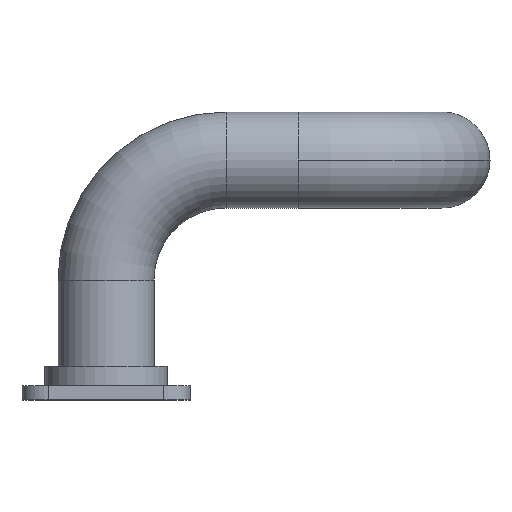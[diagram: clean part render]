
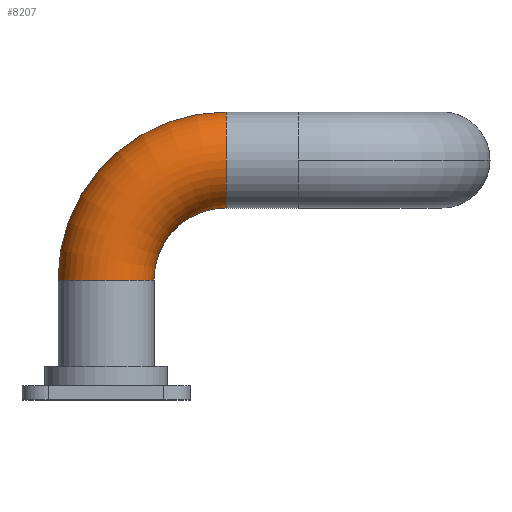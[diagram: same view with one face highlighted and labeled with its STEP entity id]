
A CAD part, front view. The second image highlights one B-rep face of the part: STEP entity #8207.
In plain terms, the highlighted toroidal (fillet/blend) face has major radius 25 mm and minor radius 10 mm.
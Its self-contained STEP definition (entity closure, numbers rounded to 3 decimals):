
#177 = CIRCLE ( 'NONE', #7378, 10. ) ;
#349 = AXIS2_PLACEMENT_3D ( 'NONE', #8707, #4123, #8562 ) ;
#464 = CARTESIAN_POINT ( 'NONE',  ( 25., -90., 40. ) ) ;
#790 = EDGE_CURVE ( 'NONE', #7024, #9809, #2584, .T. ) ;
#1213 = CARTESIAN_POINT ( 'NONE',  ( 10., -90., 25. ) ) ;
#1235 = CIRCLE ( 'NONE', #7155, 15. ) ;
#1239 = VERTEX_POINT ( 'NONE', #1213 ) ;
#1437 = DIRECTION ( 'NONE',  ( 0., -1., 0. ) ) ;
#1971 = EDGE_CURVE ( 'NONE', #7024, #1239, #1235, .T. ) ;
#2177 = CARTESIAN_POINT ( 'NONE',  ( 0., -90., 25. ) ) ;
#2202 = EDGE_CURVE ( 'NONE', #9809, #8574, #8170, .T. ) ;
#2334 = DIRECTION ( 'NONE',  ( 0., 0., -1. ) ) ;
#2396 = CARTESIAN_POINT ( 'NONE',  ( 25., -90., 25. ) ) ;
#2584 = CIRCLE ( 'NONE', #349, 10. ) ;
#2641 = AXIS2_PLACEMENT_3D ( 'NONE', #4318, #7397, #3506 ) ;
#2682 = TOROIDAL_SURFACE ( 'NONE', #2641, 25., 10. ) ;
#2873 = DIRECTION ( 'NONE',  ( 0., 0., -1. ) ) ;
#3051 = EDGE_LOOP ( 'NONE', ( #8773, #4554, #3443, #8501 ) ) ;
#3443 = ORIENTED_EDGE ( 'NONE', *, *, #6834, .F. ) ;
#3506 = DIRECTION ( 'NONE',  ( 0., 0., 1. ) ) ;
#4123 = DIRECTION ( 'NONE',  ( -1., 0., 0. ) ) ;
#4318 = CARTESIAN_POINT ( 'NONE',  ( 25., -90., 25. ) ) ;
#4554 = ORIENTED_EDGE ( 'NONE', *, *, #2202, .T. ) ;
#5450 = FACE_OUTER_BOUND ( 'NONE', #3051, .T. ) ;
#5464 = DIRECTION ( 'NONE',  ( 0., -1., 0. ) ) ;
#6745 = DIRECTION ( 'NONE',  ( 0., 0., -1. ) ) ;
#6834 = EDGE_CURVE ( 'NONE', #1239, #8574, #177, .T. ) ;
#6917 = AXIS2_PLACEMENT_3D ( 'NONE', #2396, #5464, #2334 ) ;
#6946 = CARTESIAN_POINT ( 'NONE',  ( 25., -90., 60. ) ) ;
#7024 = VERTEX_POINT ( 'NONE', #464 ) ;
#7155 = AXIS2_PLACEMENT_3D ( 'NONE', #8998, #1437, #6745 ) ;
#7378 = AXIS2_PLACEMENT_3D ( 'NONE', #2177, #2873, #8331 ) ;
#7397 = DIRECTION ( 'NONE',  ( 0., -1., 0. ) ) ;
#7841 = CARTESIAN_POINT ( 'NONE',  ( -10., -90., 25. ) ) ;
#8170 = CIRCLE ( 'NONE', #6917, 35. ) ;
#8207 = ADVANCED_FACE ( 'NONE', ( #5450 ), #2682, .T. ) ;
#8331 = DIRECTION ( 'NONE',  ( 1., 0., 0. ) ) ;
#8501 = ORIENTED_EDGE ( 'NONE', *, *, #1971, .F. ) ;
#8562 = DIRECTION ( 'NONE',  ( 0., 0., -1. ) ) ;
#8574 = VERTEX_POINT ( 'NONE', #7841 ) ;
#8707 = CARTESIAN_POINT ( 'NONE',  ( 25., -90., 50. ) ) ;
#8773 = ORIENTED_EDGE ( 'NONE', *, *, #790, .T. ) ;
#8998 = CARTESIAN_POINT ( 'NONE',  ( 25., -90., 25. ) ) ;
#9809 = VERTEX_POINT ( 'NONE', #6946 ) ;
